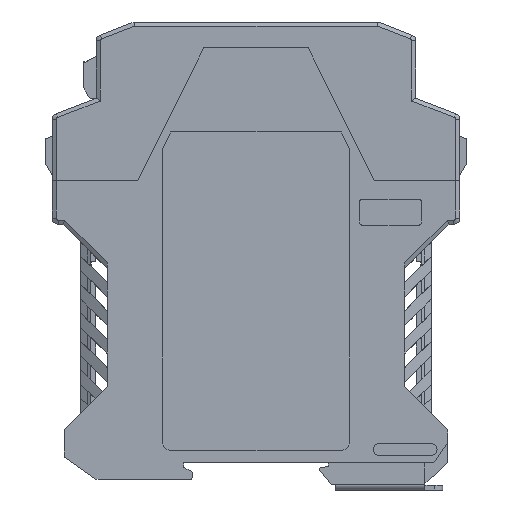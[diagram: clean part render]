
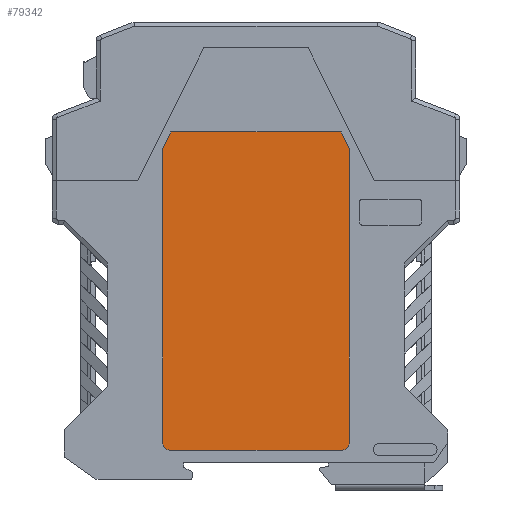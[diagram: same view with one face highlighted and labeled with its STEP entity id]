
A CAD part, left-side view. The second image highlights one B-rep face of the part: STEP entity #79342.
In plain terms, the highlighted face is planar.
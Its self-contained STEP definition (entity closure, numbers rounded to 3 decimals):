
#2236=CIRCLE('',#83763,2.);
#2237=CIRCLE('',#83764,2.);
#4058=VERTEX_POINT('',#109189);
#4059=VERTEX_POINT('',#109191);
#4060=VERTEX_POINT('',#109195);
#4061=VERTEX_POINT('',#109199);
#4062=VERTEX_POINT('',#109201);
#4063=VERTEX_POINT('',#109203);
#4064=VERTEX_POINT('',#109205);
#4065=VERTEX_POINT('',#109207);
#12356=VECTOR('',#90268,1.);
#12358=VECTOR('',#90271,1.);
#12359=VECTOR('',#90273,1.);
#12360=VECTOR('',#90274,1.);
#12361=VECTOR('',#90275,1.);
#12362=VECTOR('',#90278,1.);
#22926=LINE('',#109192,#12356);
#22928=LINE('',#109196,#12358);
#22929=LINE('',#109198,#12359);
#22930=LINE('',#109200,#12360);
#22931=LINE('',#109202,#12361);
#22932=LINE('',#109206,#12362);
#33552=EDGE_CURVE('',#4058,#4059,#22926,.T.);
#33554=EDGE_CURVE('',#4060,#4058,#22928,.T.);
#33555=EDGE_CURVE('',#4059,#4061,#22929,.T.);
#33556=EDGE_CURVE('',#4061,#4062,#22930,.T.);
#33557=EDGE_CURVE('',#4062,#4063,#22931,.T.);
#33558=EDGE_CURVE('',#4064,#4063,#2236,.T.);
#33559=EDGE_CURVE('',#4064,#4065,#22932,.T.);
#33560=EDGE_CURVE('',#4060,#4065,#2237,.T.);
#46646=ORIENTED_EDGE('',*,*,#33555,.T.);
#46647=ORIENTED_EDGE('',*,*,#33556,.T.);
#46648=ORIENTED_EDGE('',*,*,#33557,.T.);
#46649=ORIENTED_EDGE('',*,*,#33558,.F.);
#46650=ORIENTED_EDGE('',*,*,#33559,.T.);
#46651=ORIENTED_EDGE('',*,*,#33560,.F.);
#46652=ORIENTED_EDGE('',*,*,#33554,.T.);
#46653=ORIENTED_EDGE('',*,*,#33552,.T.);
#69879=EDGE_LOOP('',(#46646,#46647,#46648,#46649,#46650,#46651,#46652,#46653));
#74613=FACE_BOUND('',#69879,.T.);
#79342=ADVANCED_FACE('',(#74613),#132861,.T.);
#83762=AXIS2_PLACEMENT_3D('',#109197,#90272,$);
#83763=AXIS2_PLACEMENT_3D('',#109204,#90276,#90277);
#83764=AXIS2_PLACEMENT_3D('',#109208,#90279,#90280);
#90268=DIRECTION('',(0.447,0.894,0.));
#90271=DIRECTION('',(0.,1.,0.));
#90272=DIRECTION('',(0.,0.,-1.));
#90273=DIRECTION('',(1.,0.,0.));
#90274=DIRECTION('',(0.447,-0.894,0.));
#90275=DIRECTION('',(0.,-1.,0.));
#90276=DIRECTION('',(0.,0.,1.));
#90277=DIRECTION('',(2.,0.,0.));
#90278=DIRECTION('',(-1.,0.,0.));
#90279=DIRECTION('',(0.,0.,1.));
#90280=DIRECTION('',(2.,0.,0.));
#109189=CARTESIAN_POINT('',(-22.65,84.3,-11.1));
#109191=CARTESIAN_POINT('',(-20.65,88.3,-11.1));
#109192=CARTESIAN_POINT('',(-51.84,25.92,-11.1));
#109195=CARTESIAN_POINT('',(-22.65,13.,-11.1));
#109196=CARTESIAN_POINT('',(-22.65,0.,-11.1));
#109197=CARTESIAN_POINT('',(-34.89,74.275,-11.1));
#109198=CARTESIAN_POINT('',(0.,88.3,-11.1));
#109199=CARTESIAN_POINT('',(20.65,88.3,-11.1));
#109200=CARTESIAN_POINT('',(51.84,25.92,-11.1));
#109201=CARTESIAN_POINT('',(22.65,84.3,-11.1));
#109202=CARTESIAN_POINT('',(22.65,0.,-11.1));
#109203=CARTESIAN_POINT('',(22.65,13.,-11.1));
#109204=CARTESIAN_POINT('',(20.65,13.,-11.1));
#109205=CARTESIAN_POINT('',(20.65,11.,-11.1));
#109206=CARTESIAN_POINT('',(0.,11.,-11.1));
#109207=CARTESIAN_POINT('',(-20.65,11.,-11.1));
#109208=CARTESIAN_POINT('',(-20.65,13.,-11.1));
#132861=PLANE('',#83762);
